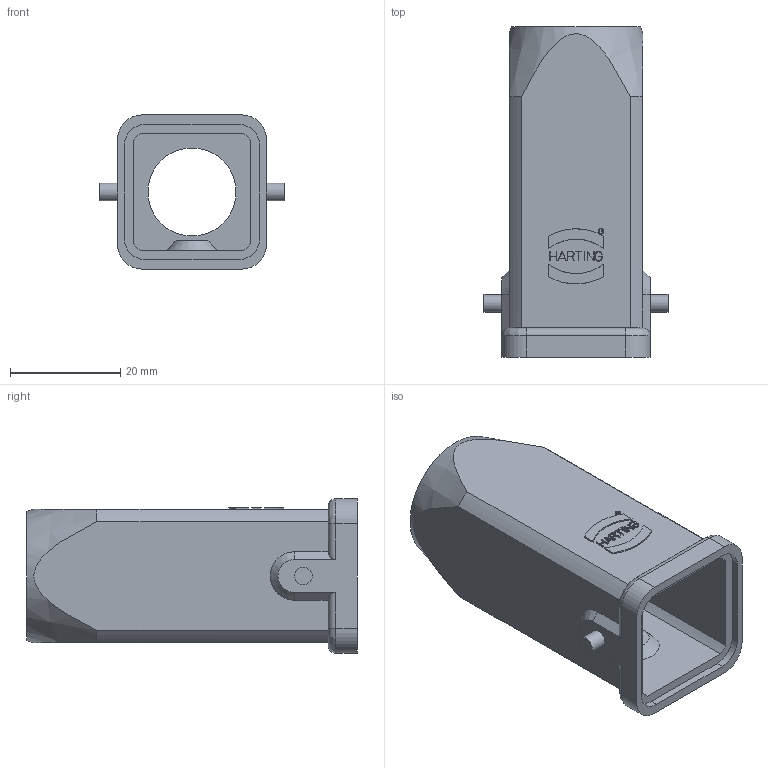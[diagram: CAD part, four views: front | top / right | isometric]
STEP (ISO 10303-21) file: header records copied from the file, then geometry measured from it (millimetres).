
FILE_DESCRIPTION(/* description */ (''),/* implementation_level */ '2;1');
FILE_NAME(/* name */ '100095033ugm000_b.stp',/* time_stamp */ '2017-11-03T15:21:14+01:00',/* author */ (''),/* organization */ (''),/* preprocessor_version */ 'ST-DEVELOPER v16',/* originating_system */ 'SIEMENS PLM Software NX 10.0',/* authorisation */ '');
FILE_SCHEMA (('AUTOMOTIVE_DESIGN { 1 0 10303 214 3 1 1 1 }'));
Length unit declared in the file: millimetre
Products named in the file (1): 100095033ugm000_b
Bounding box: 33.4 x 60 x 28 mm (x, y, z)
Volume: 10220 mm3; surface area: 11123.2 mm2
Topology: 1 solids, 1 shells, 177 faces, 455 edges, 305 vertices
Faces by surface type: plane 126, cylinder 41, cone 6, bspline 4
Full cylindrical faces by diameter (mm): 0.95 x1, 1.05 x1, 3 x1, 3.2 x2, 16 x1, 20 x1
Entity records: 6231 total; most frequent: CARTESIAN_POINT 1165, ORIENTED_EDGE 890, DIRECTION 843, EDGE_CURVE 445, LINE 327, VECTOR 327, VERTEX_POINT 300, AXIS2_PLACEMENT_3D 258
